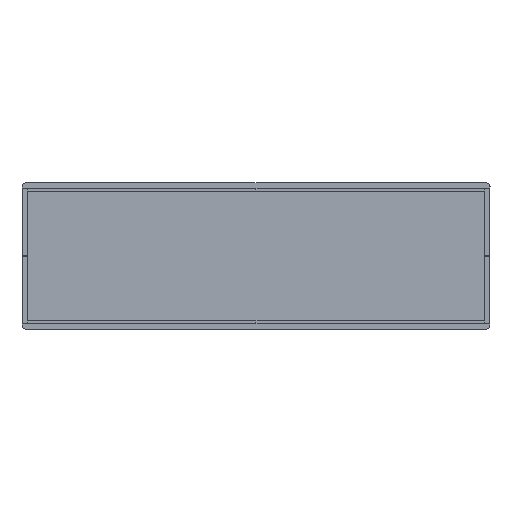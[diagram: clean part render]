
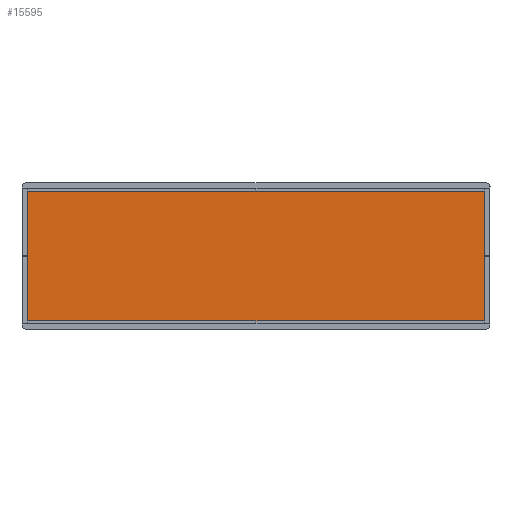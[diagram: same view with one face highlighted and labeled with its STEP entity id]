
A CAD part, front view. The second image highlights one B-rep face of the part: STEP entity #15595.
In plain terms, the highlighted face is planar.
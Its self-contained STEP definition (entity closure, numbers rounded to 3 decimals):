
#15388 = VERTEX_POINT('',#15389);
#15389 = CARTESIAN_POINT('',(-122.,37.,0.));
#15395 = EDGE_CURVE('',#15388,#15396,#15398,.T.);
#15396 = VERTEX_POINT('',#15397);
#15397 = CARTESIAN_POINT('',(-124.,35.,0.));
#15398 = CIRCLE('',#15399,2.);
#15399 = AXIS2_PLACEMENT_3D('',#15400,#15401,#15402);
#15400 = CARTESIAN_POINT('',(-122.,35.,0.));
#15401 = DIRECTION('',(-0.,0.,1.));
#15402 = DIRECTION('',(0.,-1.,0.));
#15419 = EDGE_CURVE('',#15420,#15396,#15422,.T.);
#15420 = VERTEX_POINT('',#15421);
#15421 = CARTESIAN_POINT('',(-124.,-35.,0.));
#15422 = LINE('',#15423,#15424);
#15423 = CARTESIAN_POINT('',(-124.,-37.,0.));
#15424 = VECTOR('',#15425,1.);
#15425 = DIRECTION('',(0.,1.,0.));
#15444 = VERTEX_POINT('',#15445);
#15445 = CARTESIAN_POINT('',(-122.,-37.,0.));
#15451 = EDGE_CURVE('',#15444,#15420,#15452,.T.);
#15452 = CIRCLE('',#15453,2.);
#15453 = AXIS2_PLACEMENT_3D('',#15454,#15455,#15456);
#15454 = CARTESIAN_POINT('',(-122.,-35.,0.));
#15455 = DIRECTION('',(-0.,-0.,-1.));
#15456 = DIRECTION('',(0.,-1.,0.));
#15468 = EDGE_CURVE('',#15469,#15444,#15471,.T.);
#15469 = VERTEX_POINT('',#15470);
#15470 = CARTESIAN_POINT('',(122.,-37.,0.));
#15471 = LINE('',#15472,#15473);
#15472 = CARTESIAN_POINT('',(124.,-37.,0.));
#15473 = VECTOR('',#15474,1.);
#15474 = DIRECTION('',(-1.,0.,0.));
#15493 = VERTEX_POINT('',#15494);
#15494 = CARTESIAN_POINT('',(124.,-35.,0.));
#15500 = EDGE_CURVE('',#15493,#15469,#15501,.T.);
#15501 = CIRCLE('',#15502,2.);
#15502 = AXIS2_PLACEMENT_3D('',#15503,#15504,#15505);
#15503 = CARTESIAN_POINT('',(122.,-35.,0.));
#15504 = DIRECTION('',(-0.,-0.,-1.));
#15505 = DIRECTION('',(0.,-1.,0.));
#15517 = EDGE_CURVE('',#15518,#15493,#15520,.T.);
#15518 = VERTEX_POINT('',#15519);
#15519 = CARTESIAN_POINT('',(124.,35.,0.));
#15520 = LINE('',#15521,#15522);
#15521 = CARTESIAN_POINT('',(124.,37.,0.));
#15522 = VECTOR('',#15523,1.);
#15523 = DIRECTION('',(0.,-1.,0.));
#15542 = VERTEX_POINT('',#15543);
#15543 = CARTESIAN_POINT('',(122.,37.,0.));
#15549 = EDGE_CURVE('',#15542,#15518,#15550,.T.);
#15550 = CIRCLE('',#15551,2.);
#15551 = AXIS2_PLACEMENT_3D('',#15552,#15553,#15554);
#15552 = CARTESIAN_POINT('',(122.,35.,0.));
#15553 = DIRECTION('',(-0.,-0.,-1.));
#15554 = DIRECTION('',(0.,-1.,0.));
#15566 = EDGE_CURVE('',#15388,#15542,#15567,.T.);
#15567 = LINE('',#15568,#15569);
#15568 = CARTESIAN_POINT('',(-124.,37.,0.));
#15569 = VECTOR('',#15570,1.);
#15570 = DIRECTION('',(1.,0.,0.));
#15595 = ADVANCED_FACE('',(#15596),#15606,.T.);
#15596 = FACE_BOUND('',#15597,.T.);
#15597 = EDGE_LOOP('',(#15598,#15599,#15600,#15601,#15602,#15603,#15604,
    #15605));
#15598 = ORIENTED_EDGE('',*,*,#15566,.T.);
#15599 = ORIENTED_EDGE('',*,*,#15549,.T.);
#15600 = ORIENTED_EDGE('',*,*,#15517,.T.);
#15601 = ORIENTED_EDGE('',*,*,#15500,.T.);
#15602 = ORIENTED_EDGE('',*,*,#15468,.T.);
#15603 = ORIENTED_EDGE('',*,*,#15451,.T.);
#15604 = ORIENTED_EDGE('',*,*,#15419,.T.);
#15605 = ORIENTED_EDGE('',*,*,#15395,.F.);
#15606 = PLANE('',#15607);
#15607 = AXIS2_PLACEMENT_3D('',#15608,#15609,#15610);
#15608 = CARTESIAN_POINT('',(0.,0.,0.));
#15609 = DIRECTION('',(-0.,-0.,-1.));
#15610 = DIRECTION('',(-1.,0.,0.));
